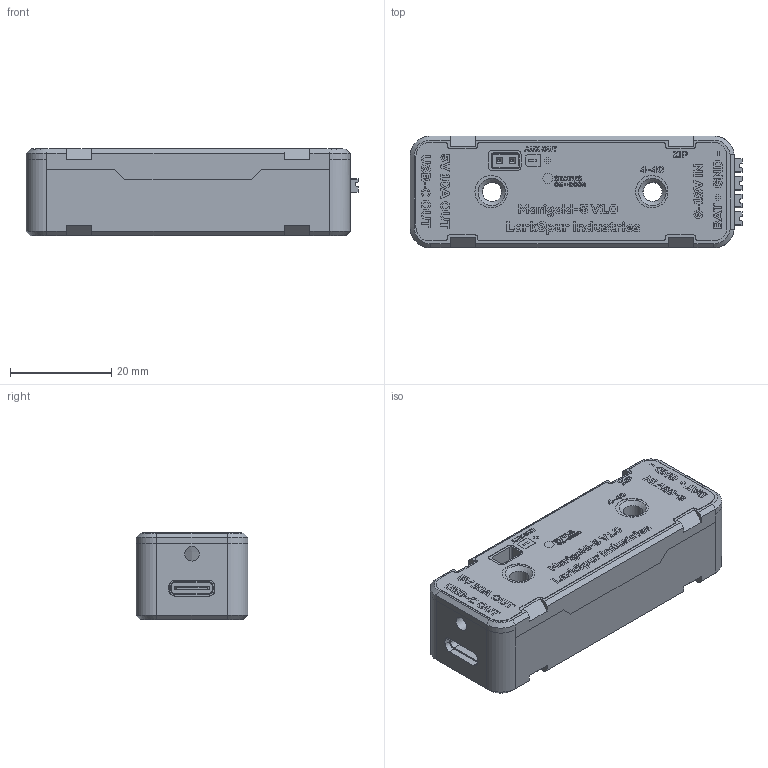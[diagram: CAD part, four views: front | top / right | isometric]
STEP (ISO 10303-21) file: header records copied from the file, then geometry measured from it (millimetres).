
FILE_DESCRIPTION(/* description */ ('STEP AP242 Edition 2','CAx-IF Rec.Pracs.---Representation and Presentation of Product Manufacturing Information (PMI)---4.0---2014-10-13','CAx-IF Rec.Pracs.---3D Tessellated Geometry---0.4---2014-09-14','2;1','CAx-IF Rec.Pracs.---User Defined Attributes---1.5---2016-08-15'),/* implementation_level */ '2;1');
FILE_NAME(/* name */ '697a765abfd5342d7721e864',/* time_stamp */ '2026-01-28T20:49:35Z',/* author */ (''),/* organization */ (''),/* preprocessor_version */ 'ST-DEVELOPER v20',/* originating_system */ 'ONSHAPE BY PTC INC, 1.209',/* authorisation */ ' ');
FILE_SCHEMA (('AP242_MANAGED_MODEL_BASED_3D_ENGINEERING_MIM_LF { 1 0 10303 442 3 1 4 }'));
Products named in the file (69): Marigold-5_V1.0B; Marigold-5_V1.0B <1>; Marigold-5_V1.0B_Case_Lid; A_Marigold-5_V1.0B_PCB <1>; R_0603_1608Metric_6; R_0603_1608Metric_7; SMA_L4.3-W2.5-H2.1-LS5.0; USB-C-SMD_TYPEC-324G-BCP24; R_0603_1608Metric_5; C_0603_1608Metric_9; C_0603_1608Metric_3; R_0603_1608Metric_9; R_0603_1608Metric_1; SMB_L4.6-W3.6-LS5.3-RD; R_0603_1608Metric_2; CAP-TH_BD6.3-P2.5-RA101M250E060R1Z00ZZ; PinSocket_1x02_P2.54mm_Vertical; VQFN-HR-10_L3.0-W3.0_TI_RPA; C_0603_1608Metric; R_0603_1608Metric; C_0603_1608Metric_2; CAP-TH_BD6.3-P2.5-RA101M250E060R1Z00ZZ_2; Marigold-5_PCB; C_0603_1608Metric_1; R_0603_1608Metric_3; C_0603_1608Metric_4; CAP-TH_BD6.3-P2.5-RA101M250E060R1Z00ZZ_1; C_0603_1608Metric_6; SMB_L4.6-W3.6-LS5.3-BI; C_0603_1608Metric_5; R_0603_1608Metric_4; Part 3; C_0603_1608Metric_8; CONN-TH_DG212R-THR-3.5-04P-13-1000A; C_0603_1608Metric_7; SOP-8_L4.9-W3.9-P1.27-LS6.0-BL-1; Part 1; LED_0603_1608Metric; R_0603_1608Metric_8; Part 2 ...
Assembly tree (68 placements, depth 4):
  Marigold-5_V1.0B
    Marigold-5_V1.0B <1>
      Marigold-5_V1.0B_Case_Lid
      A_Marigold-5_V1.0B_PCB <1>
        R_0603_1608Metric_6
        R_0603_1608Metric_7
        SMA_L4.3-W2.5-H2.1-LS5.0
        SMA_L4.3-W2.5-H2.1-LS5.0
        USB-C-SMD_TYPEC-324G-BCP24
        R_0603_1608Metric_5
        USB-C-SMD_TYPEC-324G-BCP24
        SMA_L4.3-W2.5-H2.1-LS5.0
        C_0603_1608Metric_9
        C_0603_1608Metric_3
        SMA_L4.3-W2.5-H2.1-LS5.0
        R_0603_1608Metric_9
        SMA_L4.3-W2.5-H2.1-LS5.0
        SMA_L4.3-W2.5-H2.1-LS5.0
        R_0603_1608Metric_1
        SMA_L4.3-W2.5-H2.1-LS5.0
        SMA_L4.3-W2.5-H2.1-LS5.0
        SMB_L4.6-W3.6-LS5.3-RD
        USB-C-SMD_TYPEC-324G-BCP24
        R_0603_1608Metric_2
        CAP-TH_BD6.3-P2.5-RA101M250E060R1Z00ZZ
        PinSocket_1x02_P2.54mm_Vertical
        VQFN-HR-10_L3.0-W3.0_TI_RPA
        USB-C-SMD_TYPEC-324G-BCP24
        USB-C-SMD_TYPEC-324G-BCP24
        USB-C-SMD_TYPEC-324G-BCP24
        SMA_L4.3-W2.5-H2.1-LS5.0
        USB-C-SMD_TYPEC-324G-BCP24
        C_0603_1608Metric
        R_0603_1608Metric
        USB-C-SMD_TYPEC-324G-BCP24
        SMA_L4.3-W2.5-H2.1-LS5.0
        C_0603_1608Metric_2
        CAP-TH_BD6.3-P2.5-RA101M250E060R1Z00ZZ_2
        Marigold-5_PCB
        C_0603_1608Metric_1
        R_0603_1608Metric_3
        C_0603_1608Metric_4
        CAP-TH_BD6.3-P2.5-RA101M250E060R1Z00ZZ_1
        C_0603_1608Metric_6
        USB-C-SMD_TYPEC-324G-BCP24
        SMB_L4.6-W3.6-LS5.3-BI
        C_0603_1608Metric_5
        SMA_L4.3-W2.5-H2.1-LS5.0
        R_0603_1608Metric_4
        Part 3
        C_0603_1608Metric_8
        SMA_L4.3-W2.5-H2.1-LS5.0
        USB-C-SMD_TYPEC-324G-BCP24
        CONN-TH_DG212R-THR-3.5-04P-13-1000A
        SMA_L4.3-W2.5-H2.1-LS5.0
        C_0603_1608Metric_7
        SOP-8_L4.9-W3.9-P1.27-LS6.0-BL-1
        Part 1
        SMA_L4.3-W2.5-H2.1-LS5.0
        USB-C-SMD_TYPEC-324G-BCP24
Bounding box: 65.63 x 22.1 x 17.21 mm (x, y, z)
Volume: 13416 mm3; surface area: 19103.3 mm2
Topology: 66 solids, 66 shells, 6180 faces, 16648 edges, 10903 vertices
Faces by surface type: plane 4410, cylinder 1120, bspline 524, sphere 57, cone 48, torus 21
Full cylindrical faces by diameter (mm): 0.211 x1, 0.3 x1, 0.4 x2, 0.5 x8, 1 x2, 1.1 x6, 1.2 x8, 1.3 x4, 2.9 x1, 3.81 x6, 5.81 x2, 6.3 x6, 6.41 x2, 8 x2
Entity records: 201422 total; most frequent: CARTESIAN_POINT 46763, ORIENTED_EDGE 33090, DIRECTION 29215, EDGE_CURVE 16545, LINE 12051, VECTOR 12051, VERTEX_POINT 10888, AXIS2_PLACEMENT_3D 8582
